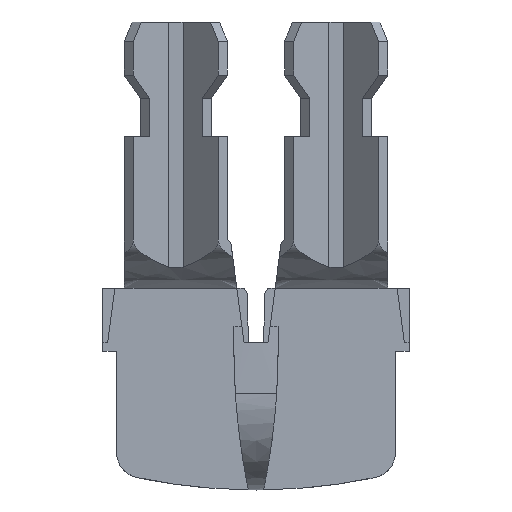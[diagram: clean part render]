
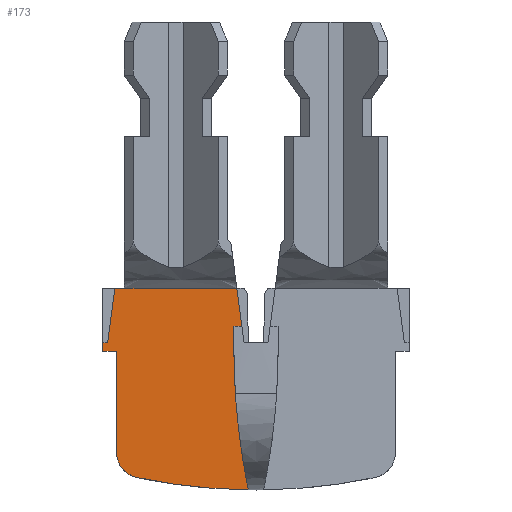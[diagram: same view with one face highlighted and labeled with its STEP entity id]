
A CAD part, top view. The second image highlights one B-rep face of the part: STEP entity #173.
In plain terms, the highlighted planar face has unit normal (0, 0, 1).
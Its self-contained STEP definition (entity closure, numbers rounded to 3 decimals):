
#173=ADVANCED_FACE('',(#432),#433,.T.);
#432=FACE_OUTER_BOUND('',#772,.T.);
#433=PLANE('',#773);
#772=EDGE_LOOP('',(#1298,#1299,#1300,#1301,#1302,#1303,#1304,#1305,#1306,#1307,#1308,#1309,#1310));
#773=AXIS2_PLACEMENT_3D('',#1311,#1312,#1313);
#1298=ORIENTED_EDGE('',*,*,#2295,.F.);
#1299=ORIENTED_EDGE('',*,*,#2316,.T.);
#1300=ORIENTED_EDGE('',*,*,#2317,.T.);
#1301=ORIENTED_EDGE('',*,*,#2318,.T.);
#1302=ORIENTED_EDGE('',*,*,#2319,.T.);
#1303=ORIENTED_EDGE('',*,*,#2242,.T.);
#1304=ORIENTED_EDGE('',*,*,#2320,.T.);
#1305=ORIENTED_EDGE('',*,*,#2292,.T.);
#1306=ORIENTED_EDGE('',*,*,#2233,.F.);
#1307=ORIENTED_EDGE('',*,*,#2321,.T.);
#1308=ORIENTED_EDGE('',*,*,#2272,.F.);
#1309=ORIENTED_EDGE('',*,*,#2322,.F.);
#1310=ORIENTED_EDGE('',*,*,#2296,.F.);
#1311=CARTESIAN_POINT('',(36.525,12.768,7.018));
#1312=DIRECTION('',(0.,0.,1.0));
#1313=DIRECTION('',(0.,-1.0,0.));
#2233=EDGE_CURVE('',#2682,#2683,#2684,.T.);
#2242=EDGE_CURVE('',#2698,#2696,#2699,.T.);
#2272=EDGE_CURVE('',#2738,#2741,#2742,.T.);
#2292=EDGE_CURVE('',#2774,#2683,#2775,.T.);
#2295=EDGE_CURVE('',#2778,#2779,#2780,.T.);
#2296=EDGE_CURVE('',#2779,#2781,#2782,.T.);
#2316=EDGE_CURVE('',#2778,#2814,#2815,.T.);
#2317=EDGE_CURVE('',#2814,#2816,#2817,.T.);
#2318=EDGE_CURVE('',#2816,#2818,#2819,.T.);
#2319=EDGE_CURVE('',#2818,#2698,#2820,.T.);
#2320=EDGE_CURVE('',#2696,#2774,#2821,.T.);
#2321=EDGE_CURVE('',#2682,#2741,#2822,.T.);
#2322=EDGE_CURVE('',#2781,#2738,#2823,.T.);
#2682=VERTEX_POINT('',#3330);
#2683=VERTEX_POINT('',#3331);
#2684=CIRCLE('',#3332,4.0);
#2696=VERTEX_POINT('',#3348);
#2698=VERTEX_POINT('',#3351);
#2699=LINE('',#3352,#3353);
#2738=VERTEX_POINT('',#3408);
#2741=VERTEX_POINT('',#3412);
#2742=CIRCLE('',#3413,115.0);
#2774=VERTEX_POINT('',#3649);
#2775=LINE('',#3650,#3651);
#2778=VERTEX_POINT('',#3655);
#2779=VERTEX_POINT('',#3656);
#2780=LINE('',#3657,#3658);
#2781=VERTEX_POINT('',#3659);
#2782=LINE('',#3660,#3661);
#2814=VERTEX_POINT('',#3720);
#2815=LINE('',#3721,#3722);
#2816=VERTEX_POINT('',#3723);
#2817=LINE('',#3724,#3725);
#2818=VERTEX_POINT('',#3726);
#2819=LINE('',#3727,#3728);
#2820=LINE('',#3729,#3730);
#2821=LINE('',#3731,#3732);
#2822=CIRCLE('',#3733,90.0);
#2823=LINE('',#3734,#3735);
#3330=CARTESIAN_POINT('',(5.324,1.938,7.018));
#3331=CARTESIAN_POINT('',(2.15,5.852,7.018));
#3332=AXIS2_PLACEMENT_3D('',#4622,#4623,#4624);
#3348=CARTESIAN_POINT('',(0.,21.618,7.018));
#3351=CARTESIAN_POINT('',(0.,22.918,7.018));
#3352=CARTESIAN_POINT('',(0.,142.333,7.018));
#3353=VECTOR('',#4636,1.0);
#3408=CARTESIAN_POINT('',(20.4,22.918,7.018));
#3412=CARTESIAN_POINT('',(22.705,0.008,7.018));
#3413=AXIS2_PLACEMENT_3D('',#4666,#4667,#4668);
#3649=CARTESIAN_POINT('',(2.15,21.618,7.018));
#3650=CARTESIAN_POINT('',(2.15,142.333,7.018));
#3651=VECTOR('',#4694,1.0);
#3655=CARTESIAN_POINT('',(21.7,25.468,7.018));
#3656=CARTESIAN_POINT('',(20.428,25.468,7.018));
#3657=CARTESIAN_POINT('',(36.4,25.468,7.018));
#3658=VECTOR('',#4696,1.0);
#3659=CARTESIAN_POINT('',(20.4,25.468,7.018));
#3660=CARTESIAN_POINT('',(36.4,25.468,7.018));
#3661=VECTOR('',#4697,1.0);
#3720=CARTESIAN_POINT('',(20.909,31.468,7.018));
#3721=CARTESIAN_POINT('',(6.286,142.333,7.018));
#3722=VECTOR('',#4713,1.0);
#3723=CARTESIAN_POINT('',(1.885,31.468,7.018));
#3724=CARTESIAN_POINT('',(36.4,31.468,7.018));
#3725=VECTOR('',#4714,1.0);
#3726=CARTESIAN_POINT('',(0.758,22.918,7.018));
#3727=CARTESIAN_POINT('',(16.508,142.333,7.018));
#3728=VECTOR('',#4715,1.0);
#3729=CARTESIAN_POINT('',(36.4,22.918,7.018));
#3730=VECTOR('',#4716,1.0);
#3731=CARTESIAN_POINT('',(36.4,21.618,7.018));
#3732=VECTOR('',#4717,1.0);
#3733=AXIS2_PLACEMENT_3D('',#4718,#4719,#4720);
#3734=CARTESIAN_POINT('',(20.4,142.333,7.018));
#3735=VECTOR('',#4721,1.0);
#4622=CARTESIAN_POINT('',(6.15,5.852,7.018));
#4623=DIRECTION('',(0.,0.,-1.0));
#4624=DIRECTION('',(0.,1.0,0.));
#4636=DIRECTION('',(0.,-1.0,0.));
#4666=CARTESIAN_POINT('',(135.4,22.918,7.018));
#4667=DIRECTION('',(0.,0.,1.0));
#4668=DIRECTION('',(1.0,0.,0.));
#4694=DIRECTION('',(0.,-1.0,0.));
#4696=DIRECTION('',(-1.0,0.,0.));
#4697=DIRECTION('',(-1.0,0.,0.));
#4713=DIRECTION('',(-0.131,0.991,0.));
#4714=DIRECTION('',(-1.0,0.,0.));
#4715=DIRECTION('',(-0.131,-0.991,0.));
#4716=DIRECTION('',(-1.0,0.,0.));
#4717=DIRECTION('',(1.0,0.,0.));
#4718=CARTESIAN_POINT('',(23.9,90.,7.018));
#4719=DIRECTION('',(0.,0.,1.0));
#4720=DIRECTION('',(1.0,0.,0.));
#4721=DIRECTION('',(0.,-1.0,0.));
